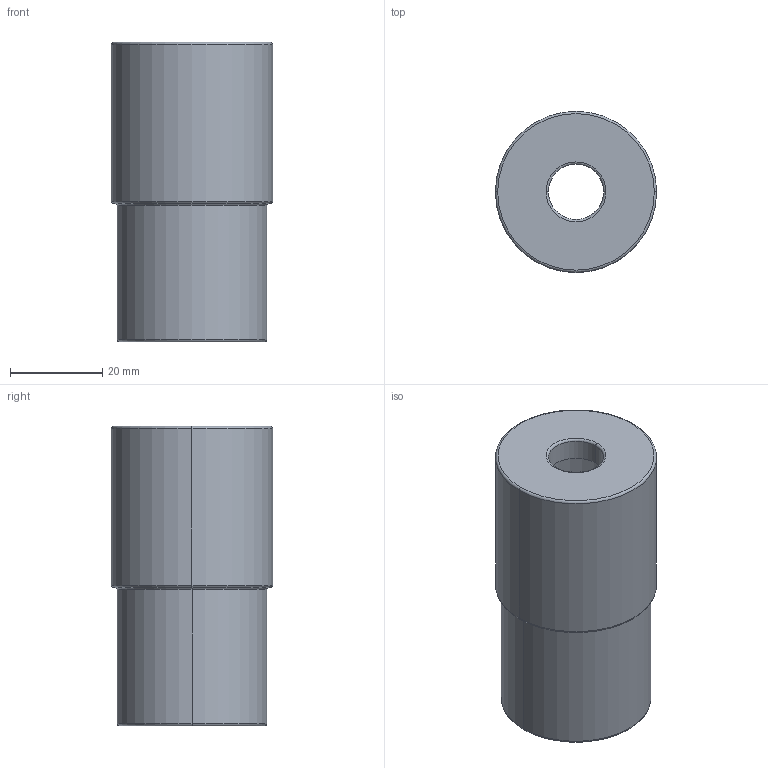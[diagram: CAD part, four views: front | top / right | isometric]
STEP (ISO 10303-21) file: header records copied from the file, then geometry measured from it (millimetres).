
FILE_DESCRIPTION (( 'STEP AP203' ), '1' );
FILE_NAME ('Upper Canister.STEP', '2025-09-03T14:59:27', ( '' ), ( '' ), 'SwSTEP 2.0', 'SolidWorks 2022', '' );
FILE_SCHEMA (( 'CONFIG_CONTROL_DESIGN' ));
Length unit declared in the file: millimetre
Products named in the file (1): Upper Canister
Bounding box: 35 x 35 x 65 mm (x, y, z)
Volume: 15565.5 mm3; surface area: 14333.6 mm2
Topology: 1 solids, 1 shells, 24 faces, 48 edges, 28 vertices
Faces by surface type: torus 12, cylinder 8, plane 4
Entity records: 717 total; most frequent: DIRECTION 138, CARTESIAN_POINT 101, ORIENTED_EDGE 96, AXIS2_PLACEMENT_3D 65, EDGE_CURVE 48, CIRCLE 40, EDGE_LOOP 28, VERTEX_POINT 28
